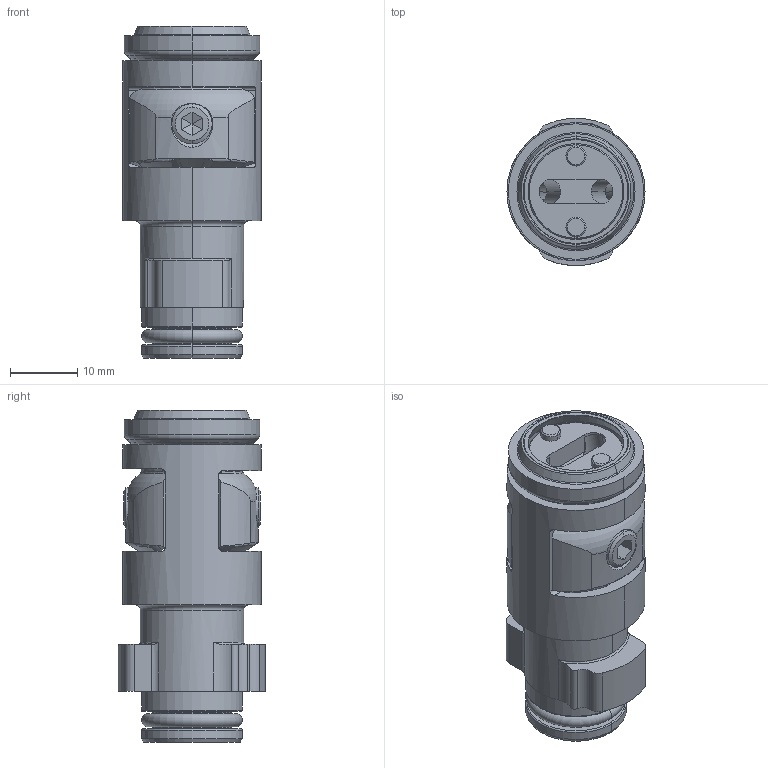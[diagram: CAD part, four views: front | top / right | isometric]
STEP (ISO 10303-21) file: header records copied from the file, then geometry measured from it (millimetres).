
FILE_DESCRIPTION((''),'2;1');
FILE_NAME('KS40-06_SW0001','2010-11-23T',('brunnert'),(''),'PRO/ENGINEER BY PARAMETRIC TECHNOLOGY CORPORATION, 2008250','PRO/ENGINEER BY PARAMETRIC TECHNOLOGY CORPORATION, 2008250','');
FILE_SCHEMA(('AUTOMOTIVE_DESIGN_CC2 { 1 2 10303 214 -1 1 5 2 }'));
Length unit declared in the file: millimetre
Products named in the file (1): KS40-06_SW0001
Bounding box: 20.6 x 21.93 x 49.5 mm (x, y, z)
Volume: 11755.4 mm3; surface area: 6608.4 mm2
Topology: 1 solids, 4 shells, 296 faces, 752 edges, 464 vertices
Faces by surface type: cylinder 98, plane 84, torus 56, cone 46, bspline 12
Entity records: 15329 total; most frequent: CARTESIAN_POINT 6231, ORIENTED_EDGE 1504, DIRECTION 1438, EDGE_CURVE 752, AXIS2_PLACEMENT_3D 588, VERTEX_POINT 464, EDGE_LOOP 314, CIRCLE 304
